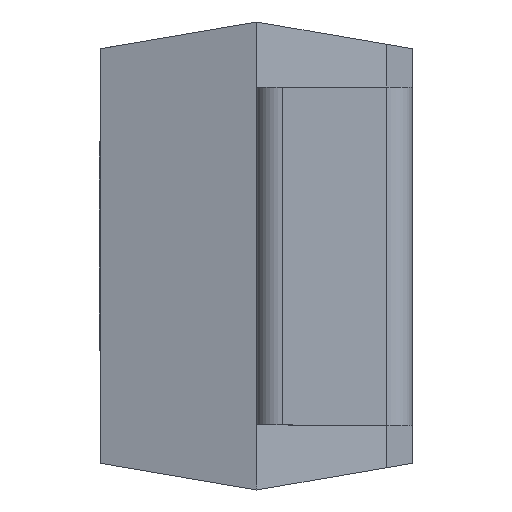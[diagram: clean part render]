
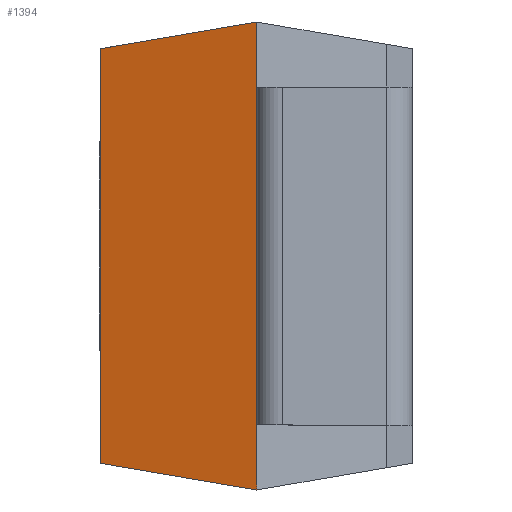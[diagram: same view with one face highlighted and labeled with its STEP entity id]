
A CAD part, left-side view. The second image highlights one B-rep face of the part: STEP entity #1394.
In plain terms, the highlighted planar face has unit normal (-0.968, 0.251, 0).
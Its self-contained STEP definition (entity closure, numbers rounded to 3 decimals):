
#45 = LINE ( 'NONE', #3046, #130 ) ;
#70 = VECTOR ( 'NONE', #2538, 1000. ) ;
#130 = VECTOR ( 'NONE', #835, 1000. ) ;
#155 = CARTESIAN_POINT ( 'NONE',  ( 0., 0.6, 0. ) ) ;
#156 = ORIENTED_EDGE ( 'NONE', *, *, #2585, .F. ) ;
#334 = VERTEX_POINT ( 'NONE', #789 ) ;
#485 = DIRECTION ( 'NONE',  ( 0., 0., 1. ) ) ;
#508 = ORIENTED_EDGE ( 'NONE', *, *, #1486, .T. ) ;
#592 = ORIENTED_EDGE ( 'NONE', *, *, #2051, .T. ) ;
#630 = DIRECTION ( 'NONE',  ( 0., 0., 1. ) ) ;
#680 = DIRECTION ( 'NONE',  ( -0.968, 0.251, 0. ) ) ;
#789 = CARTESIAN_POINT ( 'NONE',  ( 0.156, 1.2, -0.103 ) ) ;
#798 = ORIENTED_EDGE ( 'NONE', *, *, #3244, .T. ) ;
#835 = DIRECTION ( 'NONE',  ( -0.248, -0.955, 0.164 ) ) ;
#958 = VECTOR ( 'NONE', #485, 1000. ) ;
#1002 = DIRECTION ( 'NONE',  ( 0., 0., 1. ) ) ;
#1210 = CARTESIAN_POINT ( 'NONE',  ( 0.156, 1.2, -1.697 ) ) ;
#1273 = LINE ( 'NONE', #1296, #2355 ) ;
#1296 = CARTESIAN_POINT ( 'NONE',  ( 0., 0.6, -1.8 ) ) ;
#1299 = VERTEX_POINT ( 'NONE', #1210 ) ;
#1326 = CARTESIAN_POINT ( 'NONE',  ( -0.142, 0.053, -1.894 ) ) ;
#1384 = CARTESIAN_POINT ( 'NONE',  ( 0., 0.6, -0.25 ) ) ;
#1394 = ADVANCED_FACE ( 'NONE', ( #2077 ), #1549, .T. ) ;
#1401 = ORIENTED_EDGE ( 'NONE', *, *, #2825, .T. ) ;
#1434 = VERTEX_POINT ( 'NONE', #3221 ) ;
#1480 = EDGE_LOOP ( 'NONE', ( #156, #508, #798, #1401, #592, #3330 ) ) ;
#1486 = EDGE_CURVE ( 'NONE', #1299, #3481, #3397, .T. ) ;
#1549 = PLANE ( 'NONE',  #1825 ) ;
#1568 = CARTESIAN_POINT ( 'NONE',  ( 0., 0.6, -1.8 ) ) ;
#1825 = AXIS2_PLACEMENT_3D ( 'NONE', #2420, #680, #2908 ) ;
#1857 = CARTESIAN_POINT ( 'NONE',  ( 0., 0.6, -1.8 ) ) ;
#2051 = EDGE_CURVE ( 'NONE', #3038, #2784, #2276, .T. ) ;
#2077 = FACE_OUTER_BOUND ( 'NONE', #1480, .T. ) ;
#2120 = EDGE_CURVE ( 'NONE', #334, #2784, #45, .T. ) ;
#2276 = LINE ( 'NONE', #3392, #3265 ) ;
#2355 = VECTOR ( 'NONE', #1002, 1000. ) ;
#2420 = CARTESIAN_POINT ( 'NONE',  ( -0.146, 0.038, -1.8 ) ) ;
#2538 = DIRECTION ( 'NONE',  ( -0.248, -0.955, -0.164 ) ) ;
#2585 = EDGE_CURVE ( 'NONE', #1299, #334, #2742, .T. ) ;
#2714 = VECTOR ( 'NONE', #3320, 1000. ) ;
#2742 = LINE ( 'NONE', #2994, #2714 ) ;
#2784 = VERTEX_POINT ( 'NONE', #155 ) ;
#2825 = EDGE_CURVE ( 'NONE', #1434, #3038, #1273, .T. ) ;
#2908 = DIRECTION ( 'NONE',  ( -0.251, -0.968, 0. ) ) ;
#2994 = CARTESIAN_POINT ( 'NONE',  ( 0.156, 1.2, -1.8 ) ) ;
#3038 = VERTEX_POINT ( 'NONE', #1384 ) ;
#3046 = CARTESIAN_POINT ( 'NONE',  ( -0.069, 0.334, 0.046 ) ) ;
#3221 = CARTESIAN_POINT ( 'NONE',  ( 0., 0.6, -1.55 ) ) ;
#3244 = EDGE_CURVE ( 'NONE', #3481, #1434, #3535, .T. ) ;
#3265 = VECTOR ( 'NONE', #630, 1000. ) ;
#3320 = DIRECTION ( 'NONE',  ( 0., 0., 1. ) ) ;
#3330 = ORIENTED_EDGE ( 'NONE', *, *, #2120, .F. ) ;
#3392 = CARTESIAN_POINT ( 'NONE',  ( 0., 0.6, -1.8 ) ) ;
#3397 = LINE ( 'NONE', #1326, #70 ) ;
#3481 = VERTEX_POINT ( 'NONE', #1857 ) ;
#3535 = LINE ( 'NONE', #1568, #958 ) ;
